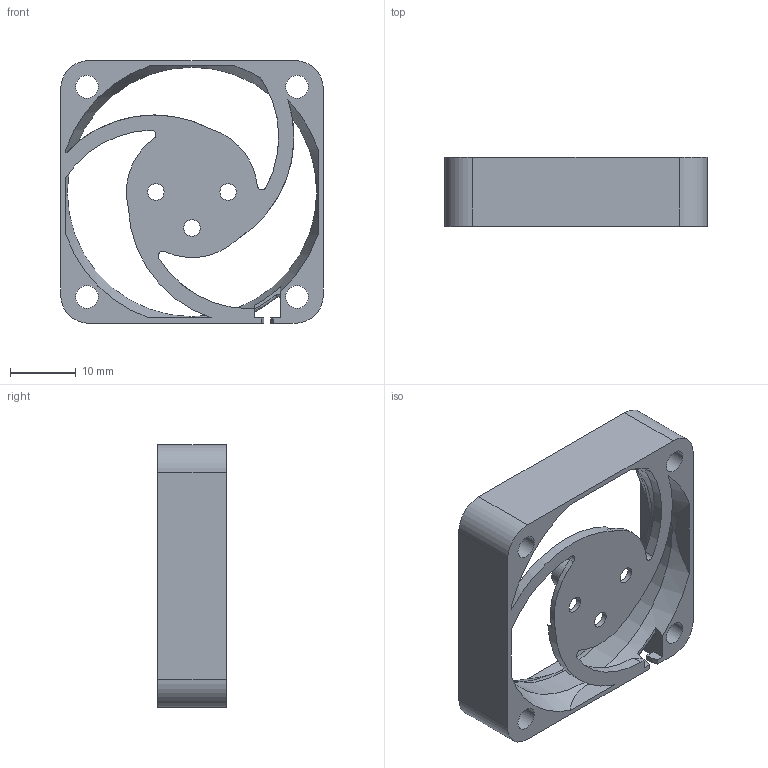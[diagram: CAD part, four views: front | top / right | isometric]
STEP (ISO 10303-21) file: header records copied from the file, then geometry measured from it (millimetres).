
FILE_DESCRIPTION (( 'STEP AP203' ), '1' );
FILE_NAME ('OD4010 m0 Frame Only.stp', '2021-08-13T16:22:33', ( '' ), ( '' ), 'SwSTEP 2.0', 'SolidWorks 2018', '' );
FILE_SCHEMA (( 'CONFIG_CONTROL_DESIGN' ));
Length unit declared in the file: millimetre
Products named in the file (1): OD4010 m0 Frame Only
Bounding box: 40 x 10.5 x 40.02 mm (x, y, z)
Volume: 3505 mm3; surface area: 6503.6 mm2
Topology: 1 solids, 1 shells, 159 faces, 432 edges, 285 vertices
Faces by surface type: plane 65, cylinder 45, cone 43, torus 6
Entity records: 5551 total; most frequent: CARTESIAN_POINT 1296, DIRECTION 907, ORIENTED_EDGE 864, EDGE_CURVE 432, AXIS2_PLACEMENT_3D 349, VERTEX_POINT 285, LINE 209, VECTOR 209
